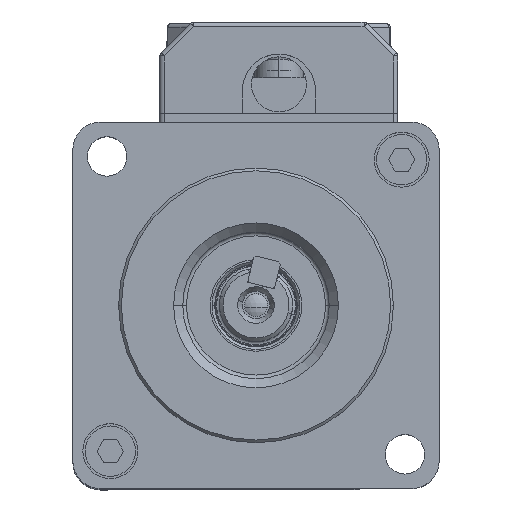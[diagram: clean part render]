
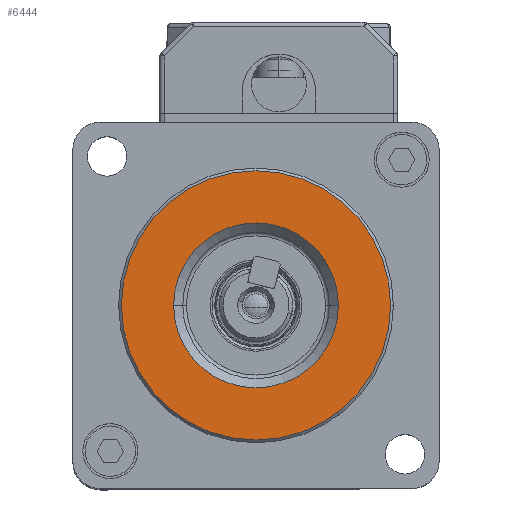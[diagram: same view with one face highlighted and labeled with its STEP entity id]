
A CAD part, top view. The second image highlights one B-rep face of the part: STEP entity #6444.
In plain terms, the highlighted planar face has unit normal (0, 0, 1).
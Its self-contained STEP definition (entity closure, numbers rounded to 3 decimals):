
#1545 = ORIENTED_EDGE ( 'NONE', *, *, #10134, .T. ) ;
#1936 = DIRECTION ( 'NONE',  ( 0., 0., -1. ) ) ;
#2583 = EDGE_LOOP ( 'NONE', ( #1545, #26406 ) ) ;
#2859 = CARTESIAN_POINT ( 'NONE',  ( 14.7, 0., 56.5 ) ) ;
#4684 = ORIENTED_EDGE ( 'NONE', *, *, #19835, .T. ) ;
#6108 = AXIS2_PLACEMENT_3D ( 'NONE', #19166, #6511, #21382 ) ;
#6169 = CARTESIAN_POINT ( 'NONE',  ( 0., 0., 56.5 ) ) ;
#6444 = ADVANCED_FACE ( 'NONE', ( #13712, #11758 ), #20209, .F. ) ;
#6511 = DIRECTION ( 'NONE',  ( 0., 0., -1. ) ) ;
#6949 = CARTESIAN_POINT ( 'NONE',  ( -14.7, 0., 56.5 ) ) ;
#8284 = DIRECTION ( 'NONE',  ( -1., 0., 0. ) ) ;
#9237 = CARTESIAN_POINT ( 'NONE',  ( 0., 0., 56.5 ) ) ;
#10134 = EDGE_CURVE ( 'NONE', #12232, #11237, #10416, .T. ) ;
#10416 = CIRCLE ( 'NONE', #25947, 14.7 ) ;
#11237 = VERTEX_POINT ( 'NONE', #2859 ) ;
#11356 = DIRECTION ( 'NONE',  ( -1., 0., 0. ) ) ;
#11398 = CARTESIAN_POINT ( 'NONE',  ( -9., 0., 56.5 ) ) ;
#11660 = AXIS2_PLACEMENT_3D ( 'NONE', #6169, #21033, #8284 ) ;
#11758 = FACE_BOUND ( 'NONE', #17780, .T. ) ;
#12232 = VERTEX_POINT ( 'NONE', #6949 ) ;
#12903 = CARTESIAN_POINT ( 'NONE',  ( 0., 0., 56.5 ) ) ;
#12991 = EDGE_CURVE ( 'NONE', #11237, #12232, #13632, .T. ) ;
#13632 = CIRCLE ( 'NONE', #11660, 14.7 ) ;
#13712 = FACE_OUTER_BOUND ( 'NONE', #2583, .T. ) ;
#13825 = AXIS2_PLACEMENT_3D ( 'NONE', #12903, #17257, #19396 ) ;
#14569 = CARTESIAN_POINT ( 'NONE',  ( 0., 0., 56.5 ) ) ;
#14599 = VERTEX_POINT ( 'NONE', #19128 ) ;
#14800 = VERTEX_POINT ( 'NONE', #11398 ) ;
#15013 = ORIENTED_EDGE ( 'NONE', *, *, #18251, .T. ) ;
#16739 = DIRECTION ( 'NONE',  ( -1., 0., 0. ) ) ;
#17257 = DIRECTION ( 'NONE',  ( 0., 0., -1. ) ) ;
#17780 = EDGE_LOOP ( 'NONE', ( #4684, #15013 ) ) ;
#18251 = EDGE_CURVE ( 'NONE', #14800, #14599, #25602, .T. ) ;
#19128 = CARTESIAN_POINT ( 'NONE',  ( 9., 0., 56.5 ) ) ;
#19166 = CARTESIAN_POINT ( 'NONE',  ( 0., 0., 56.5 ) ) ;
#19396 = DIRECTION ( 'NONE',  ( -1., 0., 0. ) ) ;
#19835 = EDGE_CURVE ( 'NONE', #14599, #14800, #21122, .T. ) ;
#20209 = PLANE ( 'NONE',  #13825 ) ;
#21033 = DIRECTION ( 'NONE',  ( 0., 0., 1. ) ) ;
#21122 = CIRCLE ( 'NONE', #26469, 9. ) ;
#21382 = DIRECTION ( 'NONE',  ( -1., 0., 0. ) ) ;
#24174 = DIRECTION ( 'NONE',  ( 0., 0., 1. ) ) ;
#25602 = CIRCLE ( 'NONE', #6108, 9. ) ;
#25947 = AXIS2_PLACEMENT_3D ( 'NONE', #9237, #24174, #11356 ) ;
#26406 = ORIENTED_EDGE ( 'NONE', *, *, #12991, .T. ) ;
#26469 = AXIS2_PLACEMENT_3D ( 'NONE', #14569, #1936, #16739 ) ;
